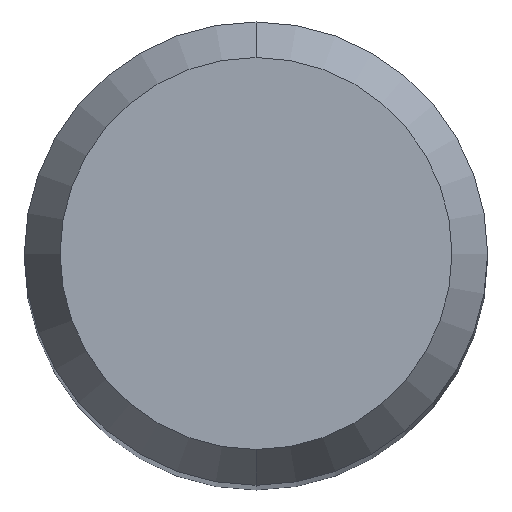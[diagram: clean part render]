
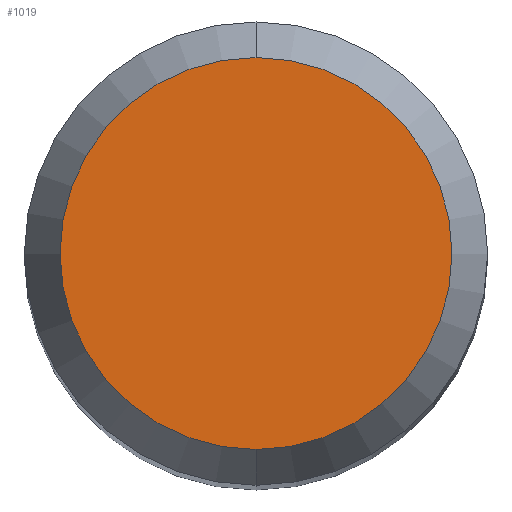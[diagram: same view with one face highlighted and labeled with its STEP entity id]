
A CAD part, top view. The second image highlights one B-rep face of the part: STEP entity #1019.
In plain terms, the highlighted planar face has unit normal (0, 0, 1).
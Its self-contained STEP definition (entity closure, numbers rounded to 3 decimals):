
#561=EDGE_CURVE('',#1011,#951,#1540,.T.);
#675=EDGE_CURVE('',#951,#1011,#1665,.T.);
#951=VERTEX_POINT('',#1967);
#1011=VERTEX_POINT('',#2031);
#1019=ADVANCED_FACE('',(#2040),#2041,.T.);
#1540=CIRCLE('',#3001,2.538);
#1665=CIRCLE('',#3674,2.538);
#1967=CARTESIAN_POINT('',(0.,-2.538,0.0));
#2031=CARTESIAN_POINT('',(0.0,2.538,0.0));
#2040=FACE_OUTER_BOUND('',#7978,.T.);
#2041=PLANE('',#7979);
#3001=AXIS2_PLACEMENT_3D('',#13784,#13785,#13786);
#3674=AXIS2_PLACEMENT_3D('',#13937,#13938,#13939);
#7978=EDGE_LOOP('',(#14290,#14291));
#7979=AXIS2_PLACEMENT_3D('',#14292,#14293,#14294);
#13784=CARTESIAN_POINT('',(0.0,0.0,0.0));
#13785=DIRECTION('',(0.0,0.0,-1.0));
#13786=DIRECTION('',(0.0,1.0,0.0));
#13937=CARTESIAN_POINT('',(0.0,0.0,0.0));
#13938=DIRECTION('',(0.0,0.0,-1.0));
#13939=DIRECTION('',(0.0,1.0,0.0));
#14290=ORIENTED_EDGE('',*,*,#561,.F.);
#14291=ORIENTED_EDGE('',*,*,#675,.F.);
#14292=CARTESIAN_POINT('',(0.0,1.269,0.0));
#14293=DIRECTION('',(-0.0,0.0,1.0));
#14294=DIRECTION('',(0.0,-1.0,0.0));
